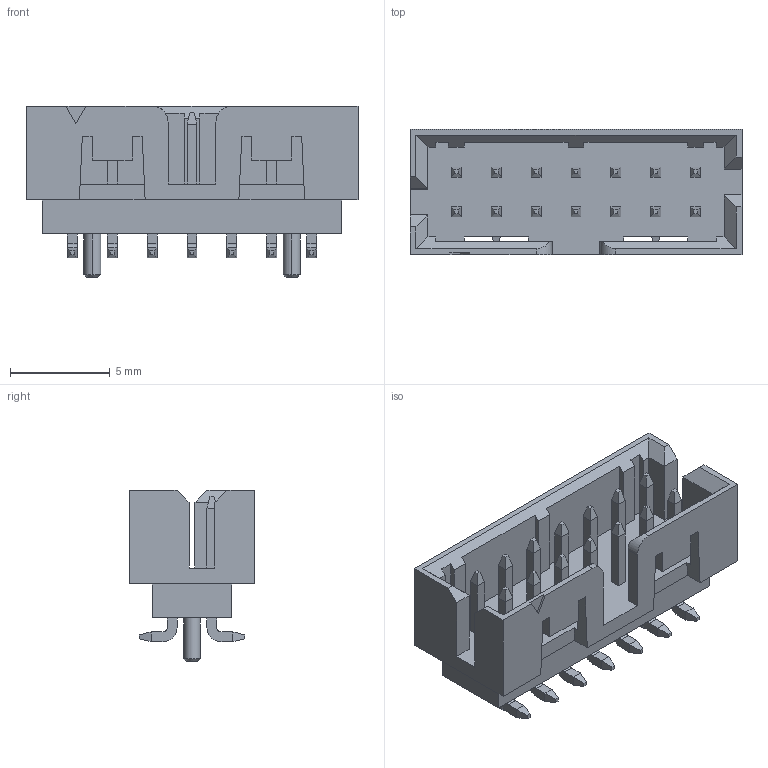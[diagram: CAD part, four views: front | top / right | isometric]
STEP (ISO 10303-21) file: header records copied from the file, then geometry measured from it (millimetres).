
FILE_DESCRIPTION(('STEP AP214'),'1');
FILE_NAME('87832-1420.stp','2023-01-17T10:54:42',(' '),(' '),'Spatial InterOp 3D',' ',' ');
FILE_SCHEMA(('AUTOMOTIVE_DESIGN { 1 0 10303 214 1 1 1 1 }'));
Length unit declared in the file: metre
Products named in the file (2): 87832-1420; 878321420
Assembly tree (1 placements, depth 2):
  87832-1420
    878321420
Bounding box: 16.65 x 6.3 x 8.6 mm (x, y, z)
Volume: 300.2 mm3; surface area: 771 mm2
Topology: 1 solids, 1 shells, 397 faces, 980 edges, 612 vertices
Faces by surface type: plane 359, cylinder 34, cone 4
Entity records: 13920 total; most frequent: CARTESIAN_POINT 1991, ORIENTED_EDGE 1960, DIRECTION 1852, EDGE_CURVE 980, LINE 906, VECTOR 906, VERTEX_POINT 612, AXIS2_PLACEMENT_3D 473
